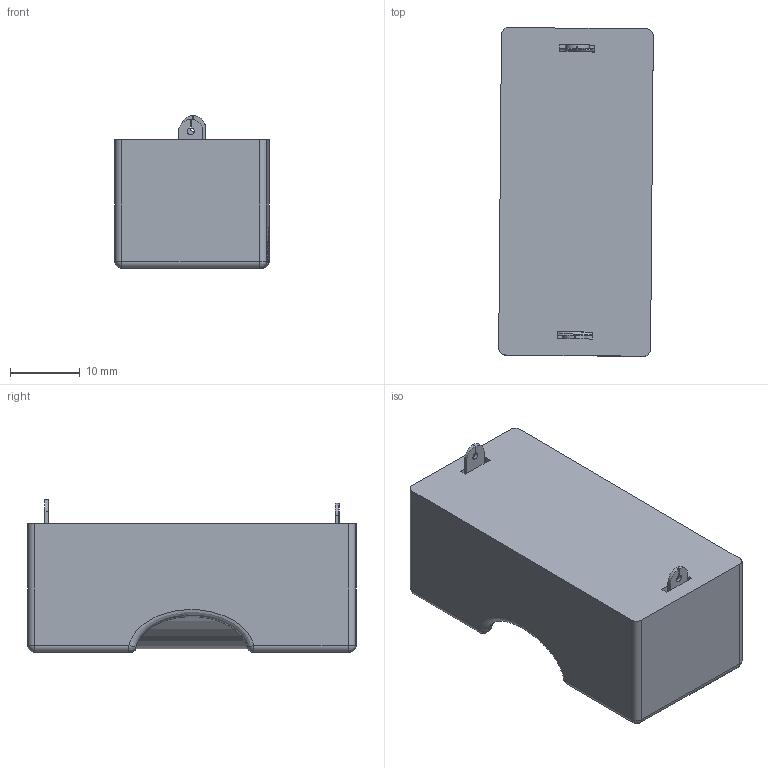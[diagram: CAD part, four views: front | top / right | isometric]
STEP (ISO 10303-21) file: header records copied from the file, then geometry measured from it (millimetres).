
FILE_DESCRIPTION (( 'STEP AP214' ), '1' );
FILE_NAME ('16340萇喀碟蚾饜极.STEP', '2019-12-04T12:41:41', ( 'ENG' ), ( 'Microsoft' ), 'SwSTEP 2.0', 'SolidWorks 2019', '' );
FILE_SCHEMA (( 'AUTOMOTIVE_DESIGN' ));
Length unit declared in the file: millimetre
Products named in the file (5): 16340萇喀碟; 淏憤萇喀え; 16340萇喀; 蛹憤萇喀え; 16340萇喀碟蚾饜极
Assembly tree (4 placements, depth 2):
  16340萇喀碟蚾饜极
    16340萇喀
    蛹憤萇喀え
    淏憤萇喀え
    16340萇喀碟
Bounding box: 22.19 x 47.17 x 21.93 mm (x, y, z)
Volume: 13957 mm3; surface area: 9439 mm2
Topology: 4 solids, 4 shells, 178 faces, 440 edges, 256 vertices
Faces by surface type: plane 75, cylinder 55, torus 20, sphere 16, bspline 12
Entity records: 8210 total; most frequent: CARTESIAN_POINT 3892, DIRECTION 898, ORIENTED_EDGE 848, EDGE_CURVE 424, AXIS2_PLACEMENT_3D 324, VERTEX_POINT 256, LINE 250, VECTOR 250
